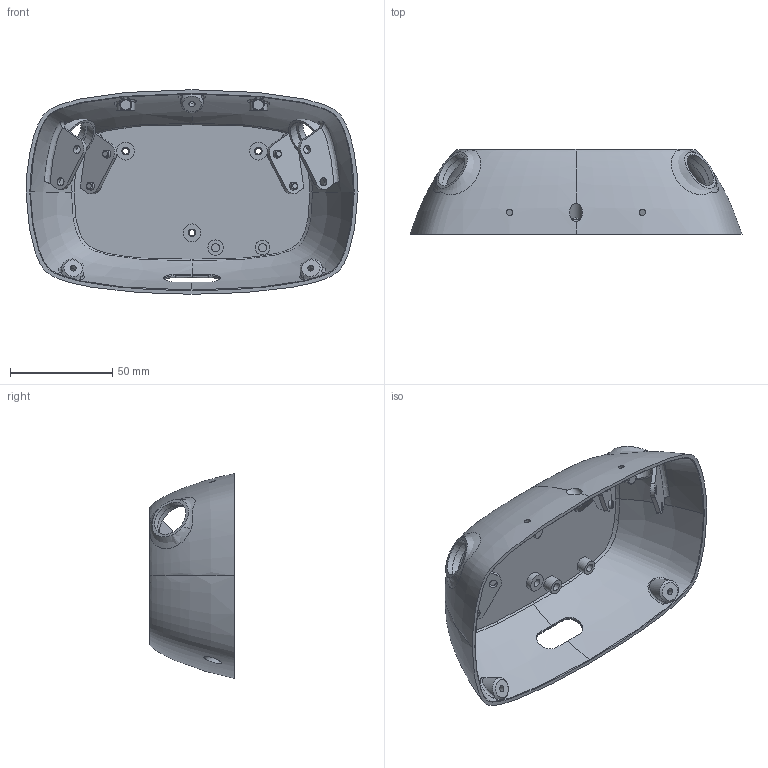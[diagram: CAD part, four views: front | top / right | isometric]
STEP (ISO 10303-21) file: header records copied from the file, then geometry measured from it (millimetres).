
FILE_DESCRIPTION(/* description */ (''),/* implementation_level */ '2;1');
FILE_NAME(/* name */ 'head - back_head v3.step',/* time_stamp */ '2020-11-20T16:22:24-08:00',/* author */ (''),/* organization */ (''),/* preprocessor_version */ 'ST-DEVELOPER v18.1',/* originating_system */ 'Autodesk Translation Framework v9.3.0.1241',/* authorisation */ '');
FILE_SCHEMA (('AUTOMOTIVE_DESIGN { 1 0 10303 214 3 1 1 }'));
Length unit declared in the file: metre
Products named in the file (1): head - back_head
Bounding box: 162.45 x 41.55 x 100.1 mm (x, y, z)
Volume: 56280.9 mm3; surface area: 54653.1 mm2
Topology: 1 solids, 1 shells, 268 faces, 671 edges, 420 vertices
Faces by surface type: bspline 136, plane 69, cylinder 53, cone 10
Full cylindrical faces by diameter (mm): 3 x5, 3.7 x3, 3.8 x4, 4 x6, 6.5 x3, 7.186 x1, 7.529 x1, 8.7 x1, 18 x2, 21.4 x2, 23.9 x2
Entity records: 29639 total; most frequent: CARTESIAN_POINT 24261, ORIENTED_EDGE 1322, DIRECTION 746, EDGE_CURVE 661, VERTEX_POINT 420, B_SPLINE_CURVE_WITH_KNOTS 332, EDGE_LOOP 323, AXIS2_PLACEMENT_3D 298
